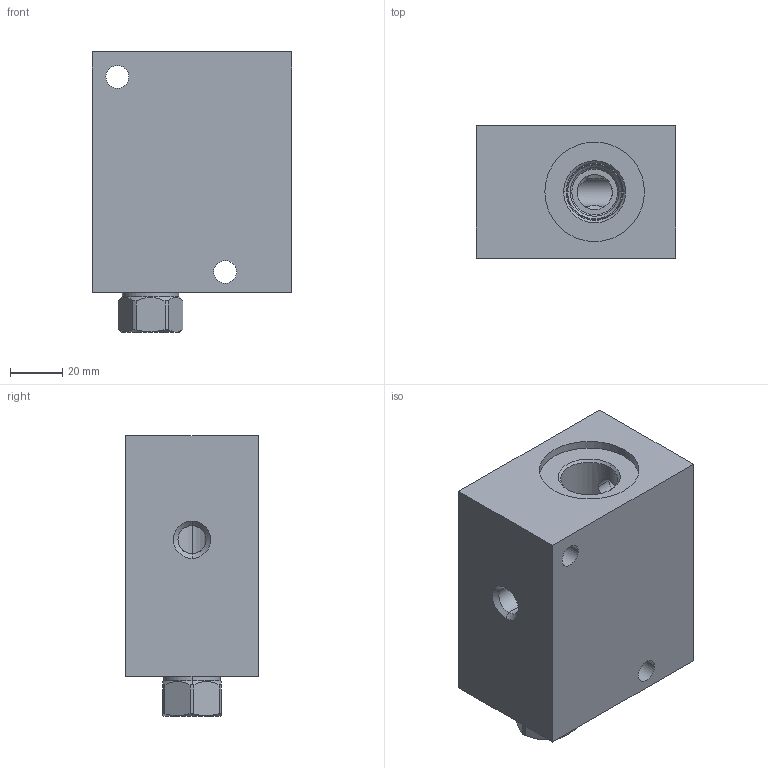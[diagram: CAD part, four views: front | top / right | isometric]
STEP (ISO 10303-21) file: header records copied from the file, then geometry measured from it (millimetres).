
FILE_DESCRIPTION((''),'2;1');
FILE_NAME('A8A_ASM','2019-09-24T',('ProEService'),(''),'PRO/ENGINEER BY PARAMETRIC TECHNOLOGY CORPORATION, 2014200','PRO/ENGINEER BY PARAMETRIC TECHNOLOGY CORPORATION, 2014200','');
FILE_SCHEMA(('CONFIG_CONTROL_DESIGN'));
Length unit declared in the file: inch
Products named in the file (3): 174-485-001; CXCDXCN; A8A_ASM
Assembly tree (2 placements, depth 2):
  A8A_ASM
    174-485-001
    CXCDXCN
Bounding box: 76.2 x 50.8 x 107.16 mm (x, y, z)
Volume: 320850.1 mm3; surface area: 49111.7 mm2
Topology: 4 solids, 4 shells, 243 faces, 830 edges, 696 vertices
Faces by surface type: cylinder 101, cone 58, plane 50, torus 22, revolution 8, sphere 4
Entity records: 10522 total; most frequent: CARTESIAN_POINT 3408, DIRECTION 1508, ORIENTED_EDGE 1160, EDGE_CURVE 580, AXIS2_PLACEMENT_3D 522, VECTOR 456, LINE 456, VERTEX_POINT 353
